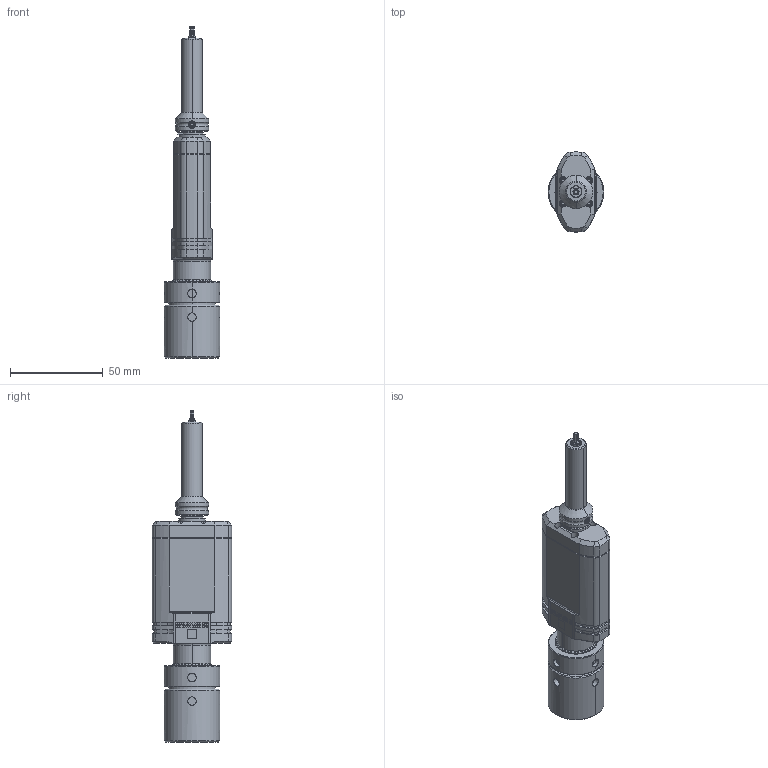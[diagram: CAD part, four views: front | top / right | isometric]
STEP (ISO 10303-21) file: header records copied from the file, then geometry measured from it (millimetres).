
FILE_DESCRIPTION((''),'2;1');
FILE_NAME('3513001701_SW0001','2023-04-20T23:52:27',('INEdipo'),(''),'CREO PARAMETRIC BY PTC INC, 2020281','CREO PARAMETRIC BY PTC INC, 2020281','');
FILE_SCHEMA(('CONFIG_CONTROL_DESIGN'));
Length unit declared in the file: inch
Products named in the file (1): 3513001701_SW0001
Bounding box: 30 x 42.97 x 178.57 mm (x, y, z)
Volume: 88736.5 mm3; surface area: 19141.7 mm2
Topology: 1 solids, 1 shells, 1277 faces, 3494 edges, 2274 vertices
Faces by surface type: plane 658, cylinder 411, extrusion 94, cone 92, bspline 12, torus 10
Entity records: 43513 total; most frequent: CARTESIAN_POINT 11212, ORIENTED_EDGE 6988, DIRECTION 6356, EDGE_CURVE 3494, VECTOR 2290, VERTEX_POINT 2274, LINE 2196, AXIS2_PLACEMENT_3D 2033
